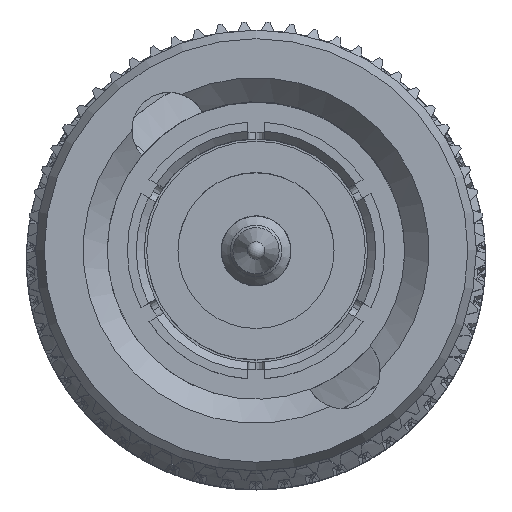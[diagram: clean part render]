
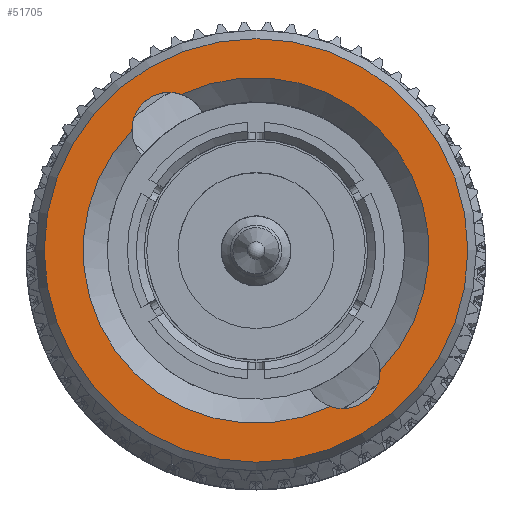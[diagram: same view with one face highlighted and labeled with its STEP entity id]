
A CAD part, top view. The second image highlights one B-rep face of the part: STEP entity #51705.
In plain terms, the highlighted face is planar.
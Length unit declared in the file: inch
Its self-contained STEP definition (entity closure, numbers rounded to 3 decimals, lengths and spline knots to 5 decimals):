
#178 = CARTESIAN_POINT ( 'NONE',  ( 0.33873, -0.14961, 0.15433 ) ) ;
#9541 = VERTEX_POINT ( 'NONE', #116287 ) ;
#10909 = DIRECTION ( 'NONE',  ( 0., 0., -1. ) ) ;
#11054 = VERTEX_POINT ( 'NONE', #51228 ) ;
#11465 = ORIENTED_EDGE ( 'NONE', *, *, #108371, .T. ) ;
#12398 = DIRECTION ( 'NONE',  ( 0., 0., 1. ) ) ;
#16082 = EDGE_CURVE ( 'NONE', #21543, #60191, #65513, .T. ) ;
#18165 = EDGE_CURVE ( 'NONE', #11054, #11054, #92284, .T. ) ;
#18804 = EDGE_LOOP ( 'NONE', ( #11465, #54859, #56689, #96825 ) ) ;
#21543 = VERTEX_POINT ( 'NONE', #78535 ) ;
#31943 = PLANE ( 'NONE',  #72868 ) ;
#37042 = CIRCLE ( 'NONE', #65518, 0.04645 ) ;
#39044 = CARTESIAN_POINT ( 'NONE',  ( 0.33873, 0., 0. ) ) ;
#41133 = CARTESIAN_POINT ( 'NONE',  ( 0.33873, 0., 0. ) ) ;
#41652 = CARTESIAN_POINT ( 'NONE',  ( 0.33873, 0.19403, -0.09247 ) ) ;
#48718 = DIRECTION ( 'NONE',  ( -1., 0., 0. ) ) ;
#49951 = DIRECTION ( 'NONE',  ( 0., 0., -1. ) ) ;
#49985 = DIRECTION ( 'NONE',  ( 0., 0., 1. ) ) ;
#51228 = CARTESIAN_POINT ( 'NONE',  ( 0.33873, 0., 0.26339 ) ) ;
#51705 = ADVANCED_FACE ( 'NONE', ( #118658, #103912 ), #31943, .F. ) ;
#53437 = CIRCLE ( 'NONE', #69977, 0.21494 ) ;
#53699 = AXIS2_PLACEMENT_3D ( 'NONE', #41133, #108246, #49951 ) ;
#54859 = ORIENTED_EDGE ( 'NONE', *, *, #78689, .T. ) ;
#56689 = ORIENTED_EDGE ( 'NONE', *, *, #106900, .T. ) ;
#58556 = CARTESIAN_POINT ( 'NONE',  ( 0.33873, 0.15021, -0.10789 ) ) ;
#60191 = VERTEX_POINT ( 'NONE', #41652 ) ;
#60454 = DIRECTION ( 'NONE',  ( 1., 0., 0. ) ) ;
#62342 = AXIS2_PLACEMENT_3D ( 'NONE', #58556, #68136, #10909 ) ;
#63722 = VERTEX_POINT ( 'NONE', #178 ) ;
#65513 = CIRCLE ( 'NONE', #62342, 0.04645 ) ;
#65518 = AXIS2_PLACEMENT_3D ( 'NONE', #107443, #60454, #49985 ) ;
#68136 = DIRECTION ( 'NONE',  ( 1., 0., 0. ) ) ;
#69977 = AXIS2_PLACEMENT_3D ( 'NONE', #90575, #71224, #99754 ) ;
#71224 = DIRECTION ( 'NONE',  ( 1., 0., 0. ) ) ;
#71267 = CARTESIAN_POINT ( 'NONE',  ( 0.33873, 0., -0.26339 ) ) ;
#72868 = AXIS2_PLACEMENT_3D ( 'NONE', #71267, #98985, #99804 ) ;
#78535 = CARTESIAN_POINT ( 'NONE',  ( 0.33873, 0.14961, -0.15433 ) ) ;
#78689 = EDGE_CURVE ( 'NONE', #63722, #9541, #37042, .T. ) ;
#81095 = AXIS2_PLACEMENT_3D ( 'NONE', #39044, #48718, #12398 ) ;
#86514 = ORIENTED_EDGE ( 'NONE', *, *, #18165, .T. ) ;
#90575 = CARTESIAN_POINT ( 'NONE',  ( 0.33873, 0., 0. ) ) ;
#92284 = CIRCLE ( 'NONE', #81095, 0.26339 ) ;
#96825 = ORIENTED_EDGE ( 'NONE', *, *, #16082, .T. ) ;
#97487 = EDGE_LOOP ( 'NONE', ( #86514 ) ) ;
#98985 = DIRECTION ( 'NONE',  ( 1., 0., 0. ) ) ;
#99754 = DIRECTION ( 'NONE',  ( 0., 0., -1. ) ) ;
#99804 = DIRECTION ( 'NONE',  ( 0., 0., -1. ) ) ;
#103111 = CIRCLE ( 'NONE', #53699, 0.21494 ) ;
#103912 = FACE_OUTER_BOUND ( 'NONE', #97487, .T. ) ;
#106900 = EDGE_CURVE ( 'NONE', #9541, #21543, #103111, .T. ) ;
#107443 = CARTESIAN_POINT ( 'NONE',  ( 0.33873, -0.15021, 0.10789 ) ) ;
#108246 = DIRECTION ( 'NONE',  ( 1., 0., 0. ) ) ;
#108371 = EDGE_CURVE ( 'NONE', #60191, #63722, #53437, .T. ) ;
#116287 = CARTESIAN_POINT ( 'NONE',  ( 0.33873, -0.19403, 0.09247 ) ) ;
#118658 = FACE_BOUND ( 'NONE', #18804, .T. ) ;
